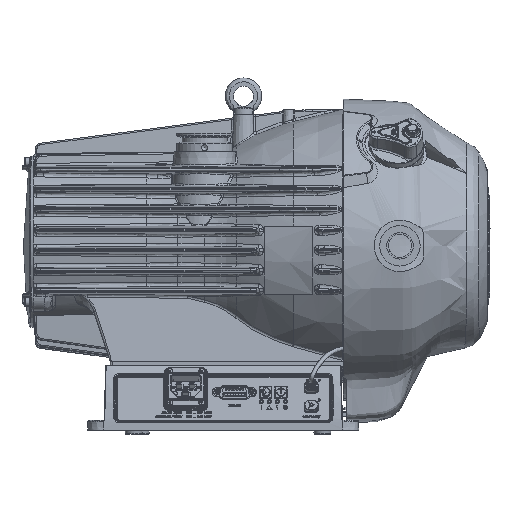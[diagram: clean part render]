
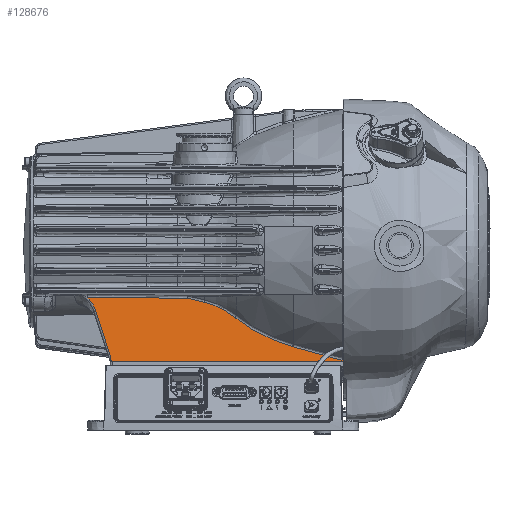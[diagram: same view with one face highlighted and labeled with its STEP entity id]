
A CAD part, left-side view. The second image highlights one B-rep face of the part: STEP entity #128676.
In plain terms, the highlighted planar face has unit normal (-0.993, 0, 0.122).
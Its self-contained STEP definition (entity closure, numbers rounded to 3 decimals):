
#9077=B_SPLINE_CURVE_WITH_KNOTS('',3,(#282407,#282408,#282409,#282410),
 .UNSPECIFIED.,.F.,.F.,(4,4),(3.17,4.85),
 .UNSPECIFIED.);
#9079=B_SPLINE_CURVE_WITH_KNOTS('',3,(#282439,#282440,#282441,#282442),
 .UNSPECIFIED.,.F.,.F.,(4,4),(-11.292,-1.386),
 .UNSPECIFIED.);
#9088=B_SPLINE_CURVE_WITH_KNOTS('',3,(#282620,#282621,#282622,#282623,#282624),
 .UNSPECIFIED.,.F.,.F.,(4,1,4),(0.,1.971,3.449),
 .UNSPECIFIED.);
#9089=B_SPLINE_CURVE_WITH_KNOTS('',3,(#282647,#282648,#282649,#282650),
 .UNSPECIFIED.,.F.,.F.,(4,4),(0.,6.454),
 .UNSPECIFIED.);
#9090=B_SPLINE_CURVE_WITH_KNOTS('',3,(#282672,#282673,#282674,#282675),
 .UNSPECIFIED.,.F.,.F.,(4,4),(0.,4.943),
 .UNSPECIFIED.);
#9091=B_SPLINE_CURVE_WITH_KNOTS('',3,(#282677,#282678,#282679,#282680),
 .UNSPECIFIED.,.F.,.F.,(4,4),(4.943,5.062),
 .UNSPECIFIED.);
#9092=B_SPLINE_CURVE_WITH_KNOTS('',3,(#282704,#282705,#282706,#282707),
 .UNSPECIFIED.,.F.,.F.,(4,4),(0.,0.533),
 .UNSPECIFIED.);
#9095=B_SPLINE_CURVE_WITH_KNOTS('',3,(#282801,#282802,#282803,#282804),
 .UNSPECIFIED.,.F.,.F.,(4,4),(-0.762,-0.726),
 .UNSPECIFIED.);
#9098=B_SPLINE_CURVE_WITH_KNOTS('',3,(#282853,#282854,#282855,#282856,#282857),
 .UNSPECIFIED.,.F.,.F.,(4,1,4),(0.,1.275,1.631),
 .UNSPECIFIED.);
#10439=ELLIPSE('',#136359,16.411,2.);
#20281=FACE_OUTER_BOUND('',#27837,.T.);
#27837=EDGE_LOOP('',(#100978,#100979,#100980,#100981,#100982,#100983,#100984,
#100985,#100986,#100987,#100988,#100989));
#31193=LINE('',#181612,#39302);
#35035=LINE('',#282858,#43144);
#39302=VECTOR('',#142121,10.);
#43144=VECTOR('',#155875,10.);
#48051=VERTEX_POINT('',#181610);
#48052=VERTEX_POINT('',#181611);
#53940=VERTEX_POINT('',#263253);
#54867=VERTEX_POINT('',#281872);
#54910=VERTEX_POINT('',#282406);
#54912=VERTEX_POINT('',#282437);
#54919=VERTEX_POINT('',#282618);
#54920=VERTEX_POINT('',#282645);
#54921=VERTEX_POINT('',#282671);
#54922=VERTEX_POINT('',#282676);
#54923=VERTEX_POINT('',#282702);
#54926=VERTEX_POINT('',#282852);
#60202=EDGE_CURVE('',#48051,#48052,#31193,.T.);
#69533=EDGE_CURVE('',#48051,#53940,#10439,.T.);
#71104=EDGE_CURVE('',#54867,#54910,#9077,.T.);
#71108=EDGE_CURVE('',#54912,#54867,#9079,.T.);
#71123=EDGE_CURVE('',#54910,#54919,#9088,.T.);
#71125=EDGE_CURVE('',#54919,#54920,#9089,.T.);
#71126=EDGE_CURVE('',#54920,#54921,#9090,.T.);
#71127=EDGE_CURVE('',#54921,#54922,#9091,.T.);
#71130=EDGE_CURVE('',#54922,#54923,#9092,.T.);
#71135=EDGE_CURVE('',#54923,#48052,#9095,.T.);
#71138=EDGE_CURVE('',#54926,#54912,#9098,.T.);
#71139=EDGE_CURVE('',#53940,#54926,#35035,.T.);
#100978=ORIENTED_EDGE('',*,*,#71126,.F.);
#100979=ORIENTED_EDGE('',*,*,#71125,.F.);
#100980=ORIENTED_EDGE('',*,*,#71123,.F.);
#100981=ORIENTED_EDGE('',*,*,#71104,.F.);
#100982=ORIENTED_EDGE('',*,*,#71108,.F.);
#100983=ORIENTED_EDGE('',*,*,#71138,.F.);
#100984=ORIENTED_EDGE('',*,*,#71139,.F.);
#100985=ORIENTED_EDGE('',*,*,#69533,.F.);
#100986=ORIENTED_EDGE('',*,*,#60202,.T.);
#100987=ORIENTED_EDGE('',*,*,#71135,.F.);
#100988=ORIENTED_EDGE('',*,*,#71130,.F.);
#100989=ORIENTED_EDGE('',*,*,#71127,.F.);
#116953=PLANE('',#136967);
#128676=ADVANCED_FACE('',(#20281),#116953,.T.);
#136359=AXIS2_PLACEMENT_3D('',#263254,#154473,#154474);
#136967=AXIS2_PLACEMENT_3D('',#282851,#155873,#155874);
#142121=DIRECTION('',(0.,-1.,0.));
#154473=DIRECTION('center_axis',(0.993,0.,
-0.122));
#154474=DIRECTION('ref_axis',(-0.122,0.,
-0.993));
#155873=DIRECTION('center_axis',(-0.993,0.,
0.122));
#155874=DIRECTION('ref_axis',(0.,-1.,0.));
#155875=DIRECTION('',(0.116,0.307,0.945));
#181610=CARTESIAN_POINT('',(-76.,241.5,-114.332));
#181611=CARTESIAN_POINT('',(-76.,9.166,-114.332));
#181612=CARTESIAN_POINT('',(-76.,145.,-114.332));
#263253=CARTESIAN_POINT('',(-75.386,242.941,-109.335));
#263254=CARTESIAN_POINT('Origin',(-74.,241.5,-98.043));
#281872=CARTESIAN_POINT('',(-68.325,167.003,-51.82));
#282406=CARTESIAN_POINT('',(-68.782,150.635,-55.545));
#282407=CARTESIAN_POINT('Ctrl Pts',(-68.325,167.003,
-51.82));
#282408=CARTESIAN_POINT('Ctrl Pts',(-68.479,161.551,
-53.081));
#282409=CARTESIAN_POINT('Ctrl Pts',(-68.632,156.095,
-54.321));
#282410=CARTESIAN_POINT('Ctrl Pts',(-68.782,150.635,
-55.545));
#282437=CARTESIAN_POINT('',(-68.219,266.057,-50.957));
#282439=CARTESIAN_POINT('Ctrl Pts',(-68.219,266.057,
-50.957));
#282440=CARTESIAN_POINT('Ctrl Pts',(-68.254,233.039,
-51.248));
#282441=CARTESIAN_POINT('Ctrl Pts',(-68.29,200.021,
-51.535));
#282442=CARTESIAN_POINT('Ctrl Pts',(-68.325,167.003,
-51.82));
#282618=CARTESIAN_POINT('',(-70.654,120.078,-70.79));
#282620=CARTESIAN_POINT('Ctrl Pts',(-68.782,150.635,
-55.545));
#282621=CARTESIAN_POINT('Ctrl Pts',(-68.958,144.226,
-56.981));
#282622=CARTESIAN_POINT('Ctrl Pts',(-69.487,133.454,-61.284));
#282623=CARTESIAN_POINT('Ctrl Pts',(-70.278,123.923,
-67.732));
#282624=CARTESIAN_POINT('Ctrl Pts',(-70.654,120.078,
-70.79));
#282645=CARTESIAN_POINT('',(-74.202,62.957,-99.687));
#282647=CARTESIAN_POINT('Ctrl Pts',(-70.654,120.078,
-70.79));
#282648=CARTESIAN_POINT('Ctrl Pts',(-72.293,103.289,-84.142));
#282649=CARTESIAN_POINT('Ctrl Pts',(-73.491,83.665,
-93.899));
#282650=CARTESIAN_POINT('Ctrl Pts',(-74.202,62.957,
-99.687));
#282671=CARTESIAN_POINT('',(-75.813,15.325,-112.807));
#282672=CARTESIAN_POINT('Ctrl Pts',(-74.202,62.957,
-99.687));
#282673=CARTESIAN_POINT('Ctrl Pts',(-74.746,47.096,
-104.12));
#282674=CARTESIAN_POINT('Ctrl Pts',(-75.282,31.217,
-108.487));
#282675=CARTESIAN_POINT('Ctrl Pts',(-75.813,15.325,
-112.807));
#282676=CARTESIAN_POINT('',(-75.851,14.18,-113.118));
#282677=CARTESIAN_POINT('Ctrl Pts',(-75.813,15.325,
-112.807));
#282678=CARTESIAN_POINT('Ctrl Pts',(-75.826,14.943,-112.911));
#282679=CARTESIAN_POINT('Ctrl Pts',(-75.838,14.562,
-113.015));
#282680=CARTESIAN_POINT('Ctrl Pts',(-75.851,14.18,
-113.118));
#282702=CARTESIAN_POINT('',(-75.965,8.944,-114.048));
#282704=CARTESIAN_POINT('Ctrl Pts',(-75.851,14.18,
-113.118));
#282705=CARTESIAN_POINT('Ctrl Pts',(-75.908,12.467,
-113.583));
#282706=CARTESIAN_POINT('Ctrl Pts',(-75.947,10.713,
-113.896));
#282707=CARTESIAN_POINT('Ctrl Pts',(-75.965,8.944,-114.048));
#282801=CARTESIAN_POINT('Ctrl Pts',(-75.965,8.944,
-114.048));
#282802=CARTESIAN_POINT('Ctrl Pts',(-75.977,9.02,-114.141));
#282803=CARTESIAN_POINT('Ctrl Pts',(-75.988,9.094,
-114.235));
#282804=CARTESIAN_POINT('Ctrl Pts',(-76.,9.166,
-114.332));
#282851=CARTESIAN_POINT('Origin',(-78.225,46.5,-132.454));
#282852=CARTESIAN_POINT('',(-69.887,257.493,-64.548));
#282853=CARTESIAN_POINT('Ctrl Pts',(-69.887,257.493,
-64.548));
#282854=CARTESIAN_POINT('Ctrl Pts',(-69.394,258.798,-60.534));
#282855=CARTESIAN_POINT('Ctrl Pts',(-68.806,261.506,
-55.745));
#282856=CARTESIAN_POINT('Ctrl Pts',(-68.319,265.202,
-51.773));
#282857=CARTESIAN_POINT('Ctrl Pts',(-68.218,266.055,-50.955));
#282858=CARTESIAN_POINT('',(-78.259,235.341,-132.727));
